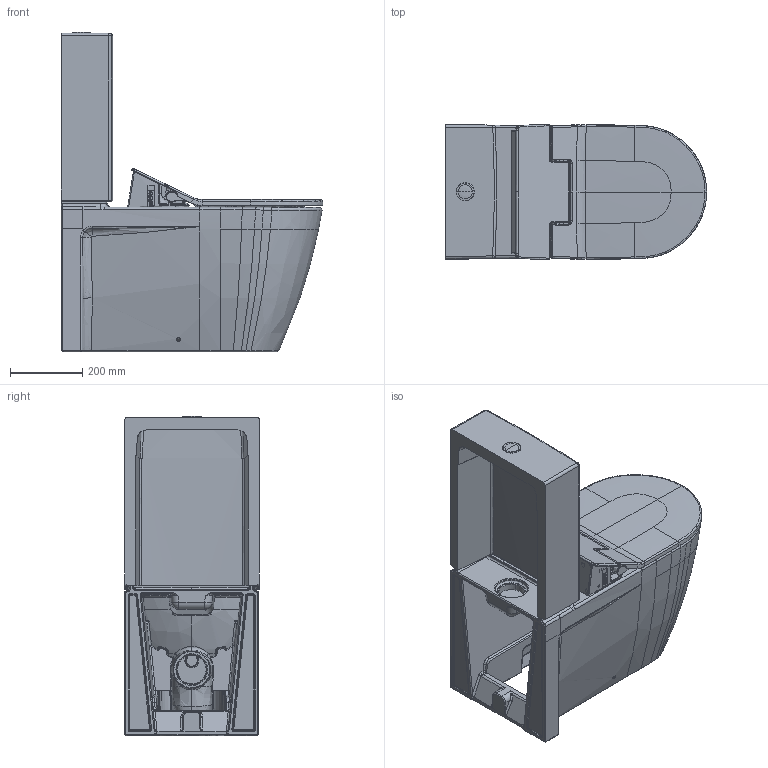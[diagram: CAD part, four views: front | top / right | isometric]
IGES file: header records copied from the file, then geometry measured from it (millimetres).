
Global section: file name: No Iges File Name specified; native system: Autodesk Inventor 2011; preprocessor: AutoDesk Inventor Iges Exporter R2011; author: Administrator; date: 20150604.163131; units: millimetre
Bounding box: 722.23 x 373.71 x 883.07 mm (x, y, z)
Volume: 44536930.2 mm3; surface area: 3562133.2 mm2
Topology: 22 solids, 22 shells, 3758 faces, 14056 edges, 10425 vertices
Faces by surface type: bspline 1856, plane 728, revolution 570, cylinder 394, sphere 86, torus 69, cone 55
